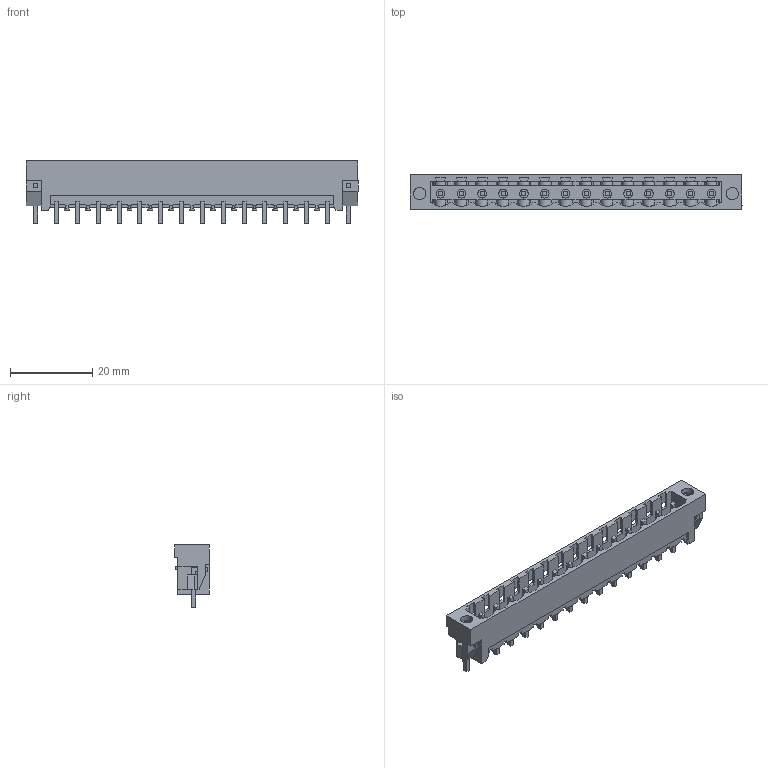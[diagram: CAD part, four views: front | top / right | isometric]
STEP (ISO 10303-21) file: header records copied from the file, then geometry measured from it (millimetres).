
FILE_DESCRIPTION(('CATIA V5 STEP Exchange','CAx-IF Rec.Pracs.--- Model Styling and Organization---1.2---2011-12-15'),'2;1');
FILE_NAME ('D1457052_0_1838560000_1838560000.stp','2018-03-19T17:33:45+00:00',('none'),('Weidmueller'),'CATIA Version 5-6 Release 2014','CATIA V5 STEP AP214','none');
FILE_SCHEMA(('AUTOMOTIVE_DESIGN { 1 0 10303 214 1 1 1 1 }'));
Length unit declared in the file: millimetre
Products named in the file (1): 1838560000
Bounding box: 80.92 x 8.43 x 15.2 mm (x, y, z)
Volume: 2980.7 mm3; surface area: 6930.7 mm2
Topology: 17 solids, 17 shells, 900 faces, 2850 edges, 1956 vertices
Faces by surface type: plane 749, cylinder 137, extrusion 14
Entity records: 32924 total; most frequent: CARTESIAN_POINT 7193, ORIENTED_EDGE 5700, DIRECTION 4345, EDGE_CURVE 2850, VECTOR 2346, LINE 2332, VERTEX_POINT 1956, AXIS2_PLACEMENT_3D 1113
